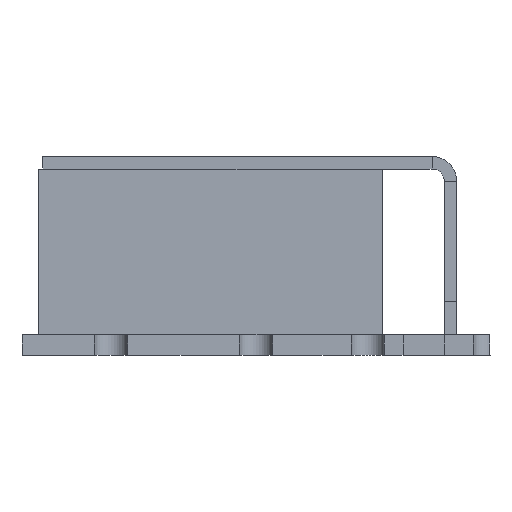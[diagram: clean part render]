
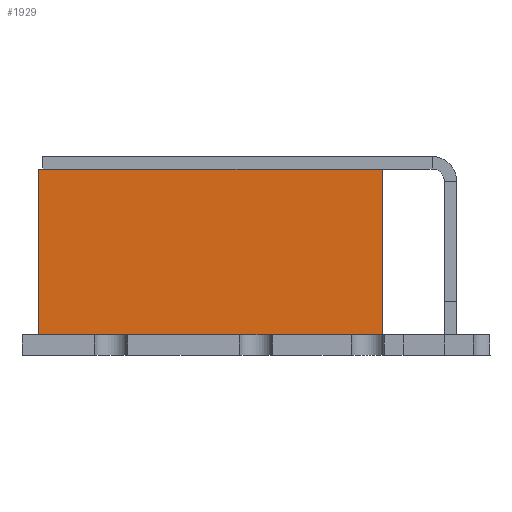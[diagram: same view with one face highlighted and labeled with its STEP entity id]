
A CAD part, left-side view. The second image highlights one B-rep face of the part: STEP entity #1929.
In plain terms, the highlighted planar face has unit normal (-1, 0, 0).
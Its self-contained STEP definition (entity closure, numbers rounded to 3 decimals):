
#1929=ADVANCED_FACE('',(#11573),#11575,.F.);
#11573=FACE_BOUND('',#11574,.T.);
#11574=EDGE_LOOP('',(#21694,#21695,#21696,#21697,#21698,#21699,#21700));
#11575=PLANE('',#11576);
#11576=AXIS2_PLACEMENT_3D('',#11577,#11578,#11579);
#11577=CARTESIAN_POINT('',(-8.25,-21.128,0.));
#11578=DIRECTION('',(1.,0.,-0.));
#11579=DIRECTION('',(0.,1.,0.));
#21694=ORIENTED_EDGE('',*,*,#26565,.F.);
#21695=ORIENTED_EDGE('',*,*,#26970,.T.);
#21696=ORIENTED_EDGE('',*,*,#26989,.T.);
#21697=ORIENTED_EDGE('',*,*,#26996,.T.);
#21698=ORIENTED_EDGE('',*,*,#26574,.T.);
#21699=ORIENTED_EDGE('',*,*,#26572,.T.);
#21700=ORIENTED_EDGE('',*,*,#26570,.T.);
#26565=EDGE_CURVE('',#29593,#29438,#29594,.T.);
#26570=EDGE_CURVE('',#29456,#29438,#29602,.T.);
#26572=EDGE_CURVE('',#29466,#29456,#29604,.T.);
#26574=EDGE_CURVE('',#29606,#29466,#29607,.T.);
#26970=EDGE_CURVE('',#29593,#30261,#30263,.T.);
#26989=EDGE_CURVE('',#30261,#30286,#30288,.T.);
#26996=EDGE_CURVE('',#30286,#29606,#30299,.T.);
#29438=VERTEX_POINT('',#34445);
#29456=VERTEX_POINT('',#34488);
#29466=VERTEX_POINT('',#34511);
#29593=VERTEX_POINT('',#34817);
#29594=LINE('',#34818,#34819);
#29602=LINE('',#34836,#34837);
#29604=LINE('',#34842,#34843);
#29606=VERTEX_POINT('',#34848);
#29607=LINE('',#34849,#34850);
#30261=VERTEX_POINT('',#36320);
#30263=LINE('',#36324,#36325);
#30286=VERTEX_POINT('',#36383);
#30288=LINE('',#36387,#36388);
#30299=LINE('',#36412,#36413);
#34445=CARTESIAN_POINT('',(-8.25,-3.8,0.));
#34488=CARTESIAN_POINT('',(-8.25,-1.1,0.));
#34511=CARTESIAN_POINT('',(-8.25,2.4,0.));
#34817=CARTESIAN_POINT('',(-8.25,-4.15,0.));
#34818=CARTESIAN_POINT('',(-8.25,-4.15,0.));
#34819=VECTOR('',#34820,1.);
#34820=DIRECTION('',(0.,1.,0.));
#34836=CARTESIAN_POINT('',(-8.25,-1.1,0.));
#34837=VECTOR('',#34838,1.);
#34838=DIRECTION('',(0.,-1.,0.));
#34842=CARTESIAN_POINT('',(-8.25,2.4,0.));
#34843=VECTOR('',#34844,1.);
#34844=DIRECTION('',(0.,-1.,0.));
#34848=CARTESIAN_POINT('',(-8.25,4.15,0.));
#34849=CARTESIAN_POINT('',(-8.25,4.15,0.));
#34850=VECTOR('',#34851,1.);
#34851=DIRECTION('',(0.,-1.,0.));
#36320=CARTESIAN_POINT('',(-8.25,-4.15,4.));
#36324=CARTESIAN_POINT('',(-8.25,-4.15,0.));
#36325=VECTOR('',#36326,1.);
#36326=DIRECTION('',(0.,0.,1.));
#36383=CARTESIAN_POINT('',(-8.25,4.15,4.));
#36387=CARTESIAN_POINT('',(-8.25,-4.15,4.));
#36388=VECTOR('',#36389,1.);
#36389=DIRECTION('',(0.,1.,0.));
#36412=CARTESIAN_POINT('',(-8.25,4.15,4.));
#36413=VECTOR('',#36414,1.);
#36414=DIRECTION('',(0.,0.,-1.));
